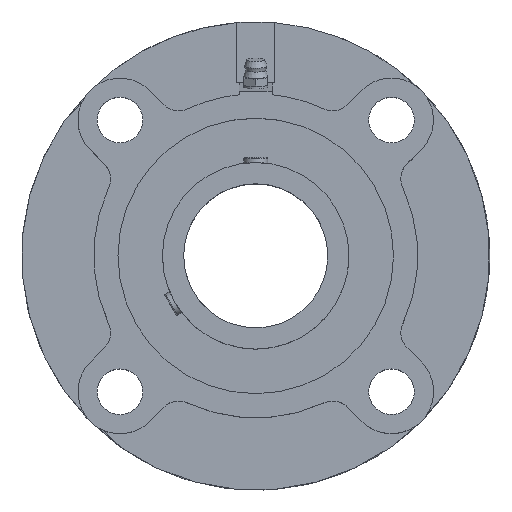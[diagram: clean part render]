
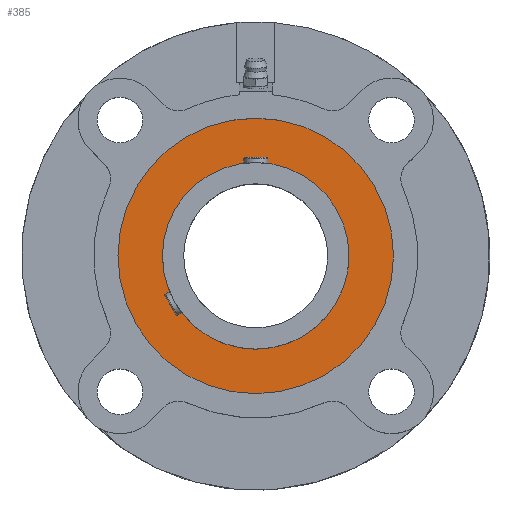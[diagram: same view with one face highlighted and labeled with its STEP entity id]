
A CAD part, top view. The second image highlights one B-rep face of the part: STEP entity #385.
In plain terms, the highlighted planar face has unit normal (0, 0, 1).
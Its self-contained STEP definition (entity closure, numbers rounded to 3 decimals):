
#385 = ADVANCED_FACE( '', ( #804, #805 ), #806, .T. );
#804 = FACE_BOUND( '', #1225, .T. );
#805 = FACE_OUTER_BOUND( '', #1226, .T. );
#806 = PLANE( '', #1227 );
#1225 = EDGE_LOOP( '', ( #2195 ) );
#1226 = EDGE_LOOP( '', ( #2196 ) );
#1227 = AXIS2_PLACEMENT_3D( '', #2197, #2198, #2199 );
#2195 = ORIENTED_EDGE( '', *, *, #2411, .F. );
#2196 = ORIENTED_EDGE( '', *, *, #2335, .T. );
#2197 = CARTESIAN_POINT( '', ( 0., 0., 28.8 ) );
#2198 = DIRECTION( '', ( 0., 0., 1. ) );
#2199 = DIRECTION( '', ( 1., 0., 0. ) );
#2335 = EDGE_CURVE( '', #2764, #2764, #2765, .T. );
#2411 = EDGE_CURVE( '', #2892, #2892, #2893, .T. );
#2764 = VERTEX_POINT( '', #3393 );
#2765 = CIRCLE( '', #3394, 57.375 );
#2892 = VERTEX_POINT( '', #3687 );
#2893 = CIRCLE( '', #3688, 38.85 );
#3393 = CARTESIAN_POINT( '', ( 57.375, 0., 28.8 ) );
#3394 = AXIS2_PLACEMENT_3D( '', #4578, #4579, #4580 );
#3687 = CARTESIAN_POINT( '', ( 38.85, 0., 28.8 ) );
#3688 = AXIS2_PLACEMENT_3D( '', #4667, #4668, #4669 );
#4578 = CARTESIAN_POINT( '', ( 0., 0., 28.8 ) );
#4579 = DIRECTION( '', ( 0., 0., 1. ) );
#4580 = DIRECTION( '', ( 1., 0., 0. ) );
#4667 = CARTESIAN_POINT( '', ( 0., 0., 28.8 ) );
#4668 = DIRECTION( '', ( 0., 0., 1. ) );
#4669 = DIRECTION( '', ( 1., 0., 0. ) );
